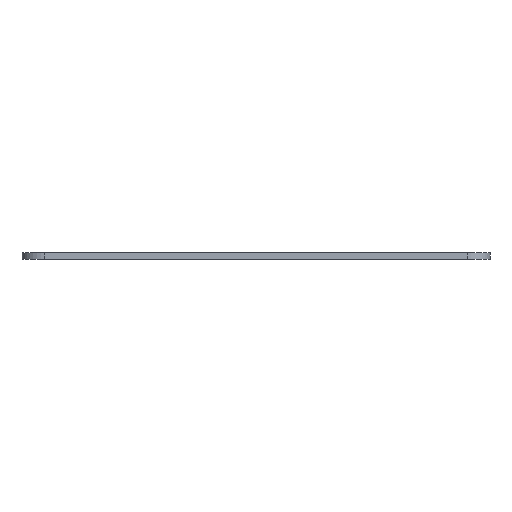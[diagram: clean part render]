
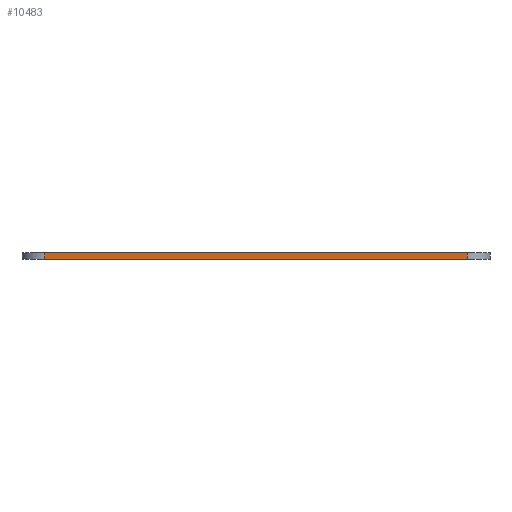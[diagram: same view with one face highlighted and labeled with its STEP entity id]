
A CAD part, front view. The second image highlights one B-rep face of the part: STEP entity #10483.
In plain terms, the highlighted planar face has unit normal (0, -1, 0).
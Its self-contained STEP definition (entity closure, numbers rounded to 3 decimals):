
#1589=FACE_OUTER_BOUND('',#2211,.T.);
#2211=EDGE_LOOP('',(#9556,#9557,#9558,#9559));
#2533=LINE('',#15103,#3423);
#3078=LINE('',#20554,#3968);
#3103=LINE('',#20646,#3993);
#3104=LINE('',#20648,#3994);
#3423=VECTOR('',#11266,10.);
#3968=VECTOR('',#12137,10.);
#3993=VECTOR('',#12212,10.);
#3994=VECTOR('',#12215,10.);
#4364=VERTEX_POINT('',#15100);
#4365=VERTEX_POINT('',#15102);
#5027=VERTEX_POINT('',#20551);
#5028=VERTEX_POINT('',#20553);
#5560=EDGE_CURVE('',#4364,#4365,#2533,.T.);
#6536=EDGE_CURVE('',#5027,#5028,#3078,.T.);
#6583=EDGE_CURVE('',#5028,#4364,#3103,.T.);
#6584=EDGE_CURVE('',#4365,#5027,#3104,.T.);
#9556=ORIENTED_EDGE('',*,*,#6583,.F.);
#9557=ORIENTED_EDGE('',*,*,#6536,.F.);
#9558=ORIENTED_EDGE('',*,*,#6584,.F.);
#9559=ORIENTED_EDGE('',*,*,#5560,.F.);
#9941=PLANE('',#10800);
#10483=ADVANCED_FACE('',(#1589),#9941,.T.);
#10800=AXIS2_PLACEMENT_3D('',#20647,#12213,#12214);
#11266=DIRECTION('',(1.,0.,0.));
#12137=DIRECTION('',(-1.,0.,0.));
#12212=DIRECTION('',(0.,0.,1.));
#12213=DIRECTION('center_axis',(0.,-1.,0.));
#12214=DIRECTION('ref_axis',(1.,0.,0.));
#12215=DIRECTION('',(0.,0.,-1.));
#15100=CARTESIAN_POINT('',(-7.9,-68.335,1.5));
#15102=CARTESIAN_POINT('',(84.1,-68.335,1.5));
#15103=CARTESIAN_POINT('',(119.1,-68.335,1.5));
#20551=CARTESIAN_POINT('',(84.1,-68.335,0.));
#20553=CARTESIAN_POINT('',(-7.9,-68.335,0.));
#20554=CARTESIAN_POINT('',(89.1,-68.335,0.));
#20646=CARTESIAN_POINT('',(-7.9,-68.335,0.));
#20647=CARTESIAN_POINT('Origin',(-12.9,-68.335,0.));
#20648=CARTESIAN_POINT('',(84.1,-68.335,0.));
